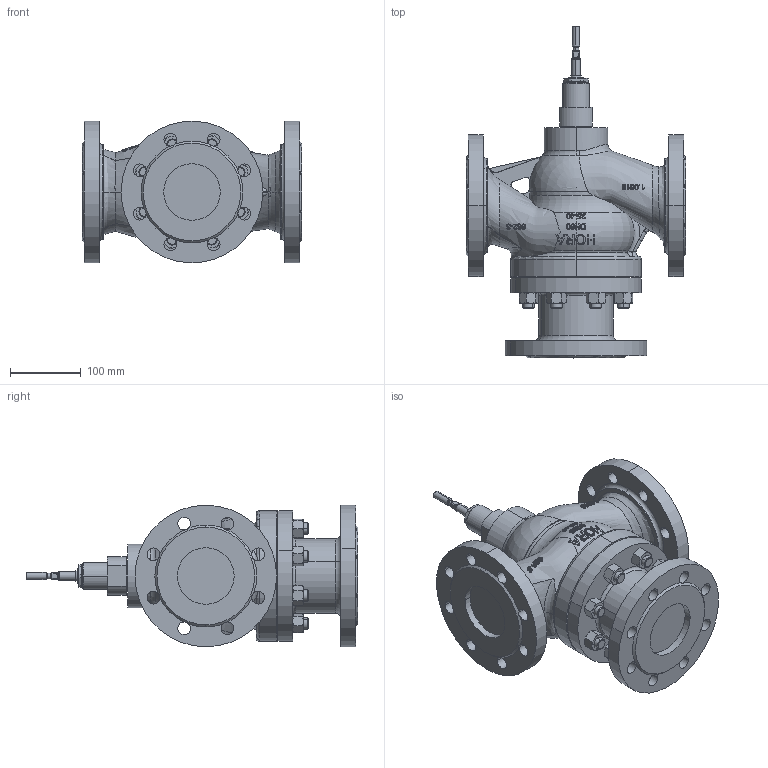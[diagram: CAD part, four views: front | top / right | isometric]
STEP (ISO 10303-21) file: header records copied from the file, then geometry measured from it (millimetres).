
FILE_DESCRIPTION (( 'STEP AP203' ), '1' );
FILE_NAME ('BR340S DN80 XXX PN25-40 for MC_STEP (Defeature).STEP', '2015-03-10T13:48:04', ( 'HORA' ), ( 'Holter Regelamaturen GmbH & Co. KG' ), 'SwSTEP 2.0', 'SolidWorks 2014', '' );
FILE_SCHEMA (( 'CONFIG_CONTROL_DESIGN' ));
Products named in the file (1): BR340S DN80 XXX PN25-40 for MC_STEP (Defeature)
Bounding box: 310 x 469 x 200 mm (x, y, z)
Volume: 7767797.9 mm3; surface area: 475917.3 mm2
Topology: 1 solids, 1 shells, 801 faces, 2139 edges, 1371 vertices
Faces by surface type: bspline 224, plane 221, cone 144, cylinder 141, torus 69, sphere 2
Entity records: 142980 total; most frequent: CARTESIAN_POINT 124748, ORIENTED_EDGE 4266, DIRECTION 3063, EDGE_CURVE 2133, VERTEX_POINT 1367, AXIS2_PLACEMENT_3D 1261, B_SPLINE_CURVE_WITH_KNOTS 909, EDGE_LOOP 900
